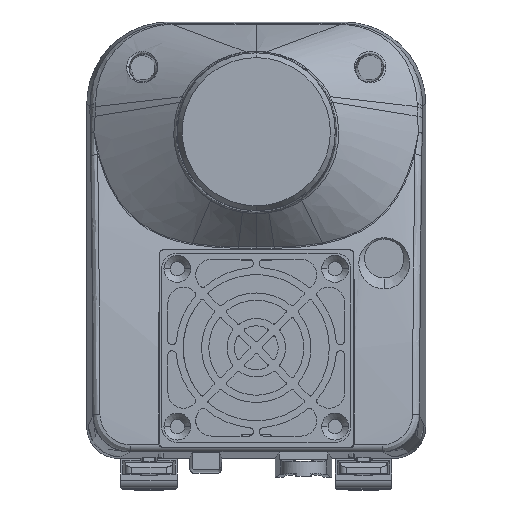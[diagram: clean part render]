
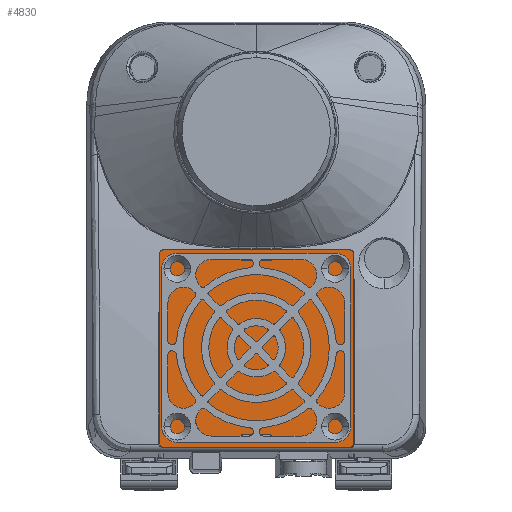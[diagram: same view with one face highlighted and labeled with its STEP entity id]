
A CAD part, top view. The second image highlights one B-rep face of the part: STEP entity #4830.
In plain terms, the highlighted planar face has unit normal (0, 0, 1).
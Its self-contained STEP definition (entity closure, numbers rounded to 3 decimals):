
#1218=DIRECTION('',(0.,-1.,0.));
#1219=VECTOR('',#1218,59.654);
#1220=CARTESIAN_POINT('',(-30.726,-22.725,32.));
#1221=LINE('',#1220,#1219);
#1235=CARTESIAN_POINT('',(-29.227,-21.225,32.));
#1236=CARTESIAN_POINT('',(-29.477,-21.225,32.));
#1237=CARTESIAN_POINT('',(-29.868,-21.334,32.));
#1238=CARTESIAN_POINT('',(-30.309,-21.642,32.));
#1239=CARTESIAN_POINT('',(-30.618,-22.084,32.));
#1240=CARTESIAN_POINT('',(-30.726,-22.475,32.));
#1241=CARTESIAN_POINT('',(-30.726,-22.725,32.));
#1254=DIRECTION('',(-1.,0.,0.));
#1255=VECTOR('',#1254,58.653);
#1256=CARTESIAN_POINT('',(29.427,-21.225,32.));
#1257=LINE('',#1256,#1255);
#1266=CARTESIAN_POINT('',(30.926,-22.725,32.));
#1267=CARTESIAN_POINT('',(30.926,-22.475,32.));
#1268=CARTESIAN_POINT('',(30.818,-22.084,32.));
#1269=CARTESIAN_POINT('',(30.509,-21.642,32.));
#1270=CARTESIAN_POINT('',(30.068,-21.334,32.));
#1271=CARTESIAN_POINT('',(29.677,-21.225,32.));
#1272=CARTESIAN_POINT('',(29.427,-21.225,32.));
#1285=DIRECTION('',(0.,1.,0.));
#1286=VECTOR('',#1285,59.654);
#1287=CARTESIAN_POINT('',(30.926,-82.378,32.));
#1288=LINE('',#1287,#1286);
#1302=CARTESIAN_POINT('',(30.926,-82.378,32.));
#1303=CARTESIAN_POINT('',(30.926,-82.628,32.));
#1304=CARTESIAN_POINT('',(30.818,-83.02,32.));
#1305=CARTESIAN_POINT('',(30.509,-83.461,32.));
#1306=CARTESIAN_POINT('',(30.068,-83.769,32.));
#1307=CARTESIAN_POINT('',(29.677,-83.878,32.));
#1308=CARTESIAN_POINT('',(29.427,-83.878,32.));
#1333=DIRECTION('',(1.,0.,0.));
#1334=VECTOR('',#1333,58.653);
#1335=CARTESIAN_POINT('',(-29.227,-83.878,32.));
#1336=LINE('',#1335,#1334);
#1341=CARTESIAN_POINT('',(-30.726,-82.378,32.));
#1342=CARTESIAN_POINT('',(-30.726,-82.628,32.));
#1343=CARTESIAN_POINT('',(-30.618,-83.02,32.));
#1344=CARTESIAN_POINT('',(-30.309,-83.461,32.));
#1345=CARTESIAN_POINT('',(-29.868,-83.769,32.));
#1346=CARTESIAN_POINT('',(-29.477,-83.878,32.));
#1347=CARTESIAN_POINT('',(-29.227,-83.878,32.));
#3537=CARTESIAN_POINT('',(-30.726,-22.725,32.));
#3538=CARTESIAN_POINT('',(-30.726,-82.378,32.));
#3539=VERTEX_POINT('',#3537);
#3540=VERTEX_POINT('',#3538);
#3541=CARTESIAN_POINT('',(30.926,-82.378,32.));
#3542=CARTESIAN_POINT('',(30.926,-22.725,32.));
#3543=VERTEX_POINT('',#3541);
#3544=VERTEX_POINT('',#3542);
#3545=CARTESIAN_POINT('',(29.427,-21.225,32.));
#3546=CARTESIAN_POINT('',(-29.227,-21.225,32.));
#3547=VERTEX_POINT('',#3545);
#3548=VERTEX_POINT('',#3546);
#3549=CARTESIAN_POINT('',(-29.227,-83.878,32.));
#3550=CARTESIAN_POINT('',(29.427,-83.878,32.));
#3551=VERTEX_POINT('',#3549);
#3552=VERTEX_POINT('',#3550);
#4808=CARTESIAN_POINT('',(0.,0.,32.));
#4809=DIRECTION('',(0.,0.,1.));
#4810=DIRECTION('',(0.,-1.,0.));
#4811=AXIS2_PLACEMENT_3D('',#4808,#4809,#4810);
#4812=PLANE('',#4811);
#4813=ORIENTED_EDGE('',*,*,#4798,.F.);
#4815=ORIENTED_EDGE('',*,*,#4814,.F.);
#4817=ORIENTED_EDGE('',*,*,#4816,.F.);
#4819=ORIENTED_EDGE('',*,*,#4818,.F.);
#4821=ORIENTED_EDGE('',*,*,#4820,.F.);
#4823=ORIENTED_EDGE('',*,*,#4822,.T.);
#4825=ORIENTED_EDGE('',*,*,#4824,.F.);
#4827=ORIENTED_EDGE('',*,*,#4826,.F.);
#4828=EDGE_LOOP('',(#4813,#4815,#4817,#4819,#4821,#4823,#4825,#4827));
#4829=FACE_OUTER_BOUND('',#4828,.F.);
#1242=B_SPLINE_CURVE_WITH_KNOTS('',3,(#1235,#1236,#1237,#1238,#1239,#1240,
#1241),.UNSPECIFIED.,.F.,.F.,(4,1,1,1,4),(0.,0.25,0.5,0.75,1.),
.UNSPECIFIED.);
#1273=B_SPLINE_CURVE_WITH_KNOTS('',3,(#1266,#1267,#1268,#1269,#1270,#1271,
#1272),.UNSPECIFIED.,.F.,.F.,(4,1,1,1,4),(0.,0.25,0.5,0.75,1.),
.UNSPECIFIED.);
#1309=B_SPLINE_CURVE_WITH_KNOTS('',3,(#1302,#1303,#1304,#1305,#1306,#1307,
#1308),.UNSPECIFIED.,.F.,.F.,(4,1,1,1,4),(0.,0.25,0.5,0.75,1.),
.UNSPECIFIED.);
#1348=B_SPLINE_CURVE_WITH_KNOTS('',3,(#1341,#1342,#1343,#1344,#1345,#1346,
#1347),.UNSPECIFIED.,.F.,.F.,(4,1,1,1,4),(0.,0.25,0.5,0.75,1.),
.UNSPECIFIED.);
#4798=EDGE_CURVE('',#3539,#3540,#1221,.T.);
#4814=EDGE_CURVE('',#3548,#3539,#1242,.T.);
#4816=EDGE_CURVE('',#3547,#3548,#1257,.T.);
#4818=EDGE_CURVE('',#3544,#3547,#1273,.T.);
#4820=EDGE_CURVE('',#3543,#3544,#1288,.T.);
#4822=EDGE_CURVE('',#3543,#3552,#1309,.T.);
#4824=EDGE_CURVE('',#3551,#3552,#1336,.T.);
#4826=EDGE_CURVE('',#3540,#3551,#1348,.T.);
#4830=ADVANCED_FACE('',(#4829),#4812,.T.);
